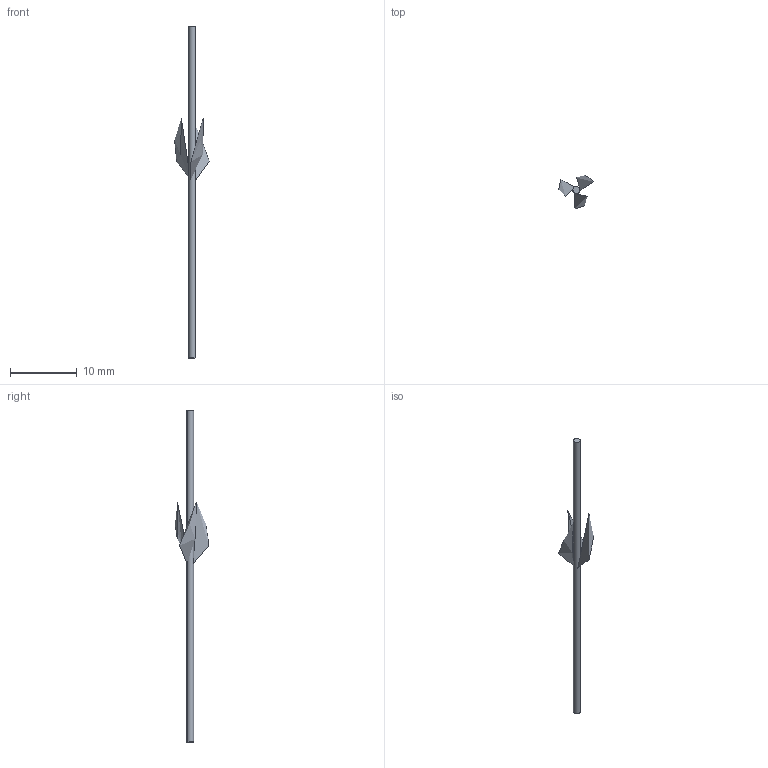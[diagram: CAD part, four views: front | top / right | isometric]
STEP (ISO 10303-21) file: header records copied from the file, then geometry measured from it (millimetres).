
FILE_DESCRIPTION(/* description */ (''),/* implementation_level */ '2;1');
FILE_NAME(/* name */ 'flower_revision',/* time_stamp */ '2015-05-07T12:42:43-07:00',/* author */ (''),/* organization */ (''),/* preprocessor_version */ 'ST-DEVELOPER v15',/* originating_system */ '',/* authorisation */ '');
FILE_SCHEMA (('AUTOMOTIVE_DESIGN'));
Length unit declared in the file: foot
Products named in the file (1): Document
Bounding box: 5.22 x 5.1 x 49.88 mm (x, y, z)
Volume: 43.6 mm3; surface area: 263.4 mm2
Topology: 1 solids, 4 shells, 7 faces, 24 edges, 21 vertices
Faces by surface type: bspline 5, plane 2
Entity records: 402 total; most frequent: CARTESIAN_POINT 267, ORIENTED_EDGE 18, B_SPLINE_CURVE_WITH_KNOTS 12, EDGE_CURVE 12, PRESENTATION_LAYER_ASSIGNMENT 10, VERTEX_POINT 10, DIRECTION 10, ADVANCED_FACE 7
